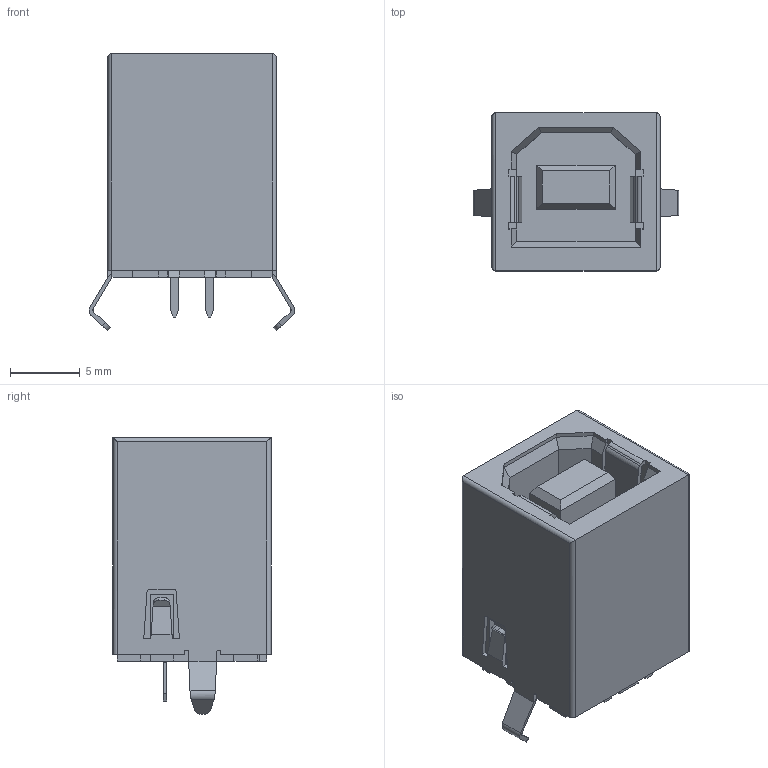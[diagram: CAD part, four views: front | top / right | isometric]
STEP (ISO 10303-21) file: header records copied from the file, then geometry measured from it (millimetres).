
FILE_DESCRIPTION (( 'STEP AP214' ), '1' );
FILE_NAME ('KUSBVX-BS1N-B_rA3.STEP', '2012-04-18T23:31:57', ( 'Admin' ), ( 'kycon' ), 'SwSTEP 2.0', 'SolidWorks 2007', '' );
FILE_SCHEMA (( 'AUTOMOTIVE_DESIGN' ));
Length unit declared in the file: millimetre
Products named in the file (1): KUSBVX-BS1N-B_rA3
Bounding box: 14.7 x 11.3 x 19.8 mm (x, y, z)
Volume: 1423 mm3; surface area: 1953.8 mm2
Topology: 1 solids, 1 shells, 305 faces, 841 edges, 542 vertices
Faces by surface type: plane 250, cylinder 55
Entity records: 10673 total; most frequent: CARTESIAN_POINT 1905, ORIENTED_EDGE 1682, DIRECTION 1439, EDGE_CURVE 841, VECTOR 711, LINE 711, VERTEX_POINT 542, AXIS2_PLACEMENT_3D 364
